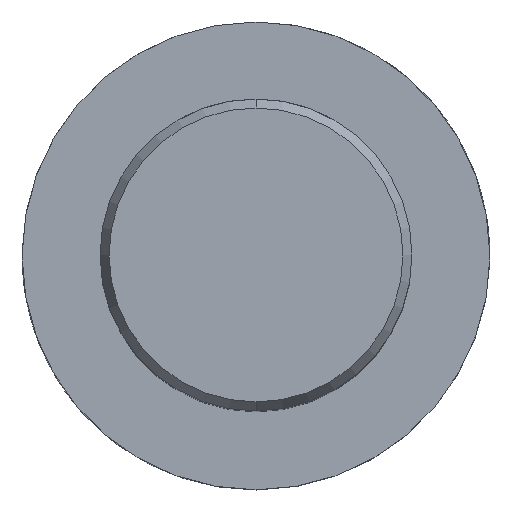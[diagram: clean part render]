
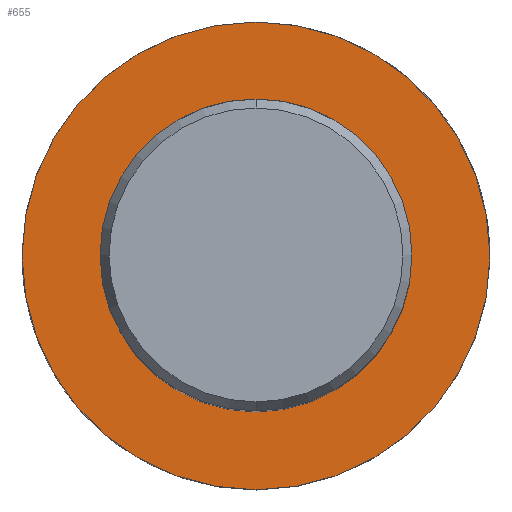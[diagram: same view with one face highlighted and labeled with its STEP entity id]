
A CAD part, top view. The second image highlights one B-rep face of the part: STEP entity #655.
In plain terms, the highlighted planar face has unit normal (0, 0, 1).
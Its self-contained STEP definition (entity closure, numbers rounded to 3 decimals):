
#497=EDGE_CURVE('',#701,#681,#1313,.T.);
#503=EDGE_CURVE('',#681,#701,#1319,.T.);
#599=VERTEX_POINT('',#1422);
#655=ADVANCED_FACE('',(#1484,#1485),#1486,.T.);
#681=VERTEX_POINT('',#1513);
#701=VERTEX_POINT('',#1535);
#811=VERTEX_POINT('',#1654);
#839=EDGE_CURVE('',#599,#811,#1686,.T.);
#869=EDGE_CURVE('',#811,#599,#1719,.T.);
#1313=CIRCLE('',#2313,30.0);
#1319=CIRCLE('',#2320,30.0);
#1422=CARTESIAN_POINT('',(0.,-20.0,-70.0));
#1484=FACE_BOUND('',#2912,.T.);
#1485=FACE_OUTER_BOUND('',#2913,.T.);
#1486=PLANE('',#2914);
#1513=CARTESIAN_POINT('',(0.0,30.0,-70.0));
#1535=CARTESIAN_POINT('',(0.,-30.0,-70.0));
#1654=CARTESIAN_POINT('',(0.0,20.0,-70.0));
#1686=CIRCLE('',#3335,20.0);
#1719=CIRCLE('',#3440,20.0);
#2313=AXIS2_PLACEMENT_3D('',#5025,#5026,#5027);
#2320=AXIS2_PLACEMENT_3D('',#5028,#5029,#5030);
#2912=EDGE_LOOP('',(#5169,#5170));
#2913=EDGE_LOOP('',(#5171,#5172));
#2914=AXIS2_PLACEMENT_3D('',#5173,#5174,#5175);
#3335=AXIS2_PLACEMENT_3D('',#5391,#5392,#5393);
#3440=AXIS2_PLACEMENT_3D('',#5429,#5430,#5431);
#5025=CARTESIAN_POINT('',(0.0,0.0,-70.0));
#5026=DIRECTION('',(0.0,0.0,-1.0));
#5027=DIRECTION('',(0.0,1.0,0.0));
#5028=CARTESIAN_POINT('',(0.0,0.0,-70.0));
#5029=DIRECTION('',(0.0,0.0,-1.0));
#5030=DIRECTION('',(0.0,1.0,0.0));
#5169=ORIENTED_EDGE('',*,*,#869,.T.);
#5170=ORIENTED_EDGE('',*,*,#839,.T.);
#5171=ORIENTED_EDGE('',*,*,#503,.F.);
#5172=ORIENTED_EDGE('',*,*,#497,.F.);
#5173=CARTESIAN_POINT('',(0.0,15.0,-70.0));
#5174=DIRECTION('',(-0.0,0.0,1.0));
#5175=DIRECTION('',(0.0,-1.0,0.0));
#5391=CARTESIAN_POINT('',(0.0,0.0,-70.0));
#5392=DIRECTION('',(-0.0,0.0,-1.0));
#5393=DIRECTION('',(0.0,1.0,0.0));
#5429=CARTESIAN_POINT('',(0.0,0.0,-70.0));
#5430=DIRECTION('',(-0.0,0.0,-1.0));
#5431=DIRECTION('',(0.0,1.0,0.0));
